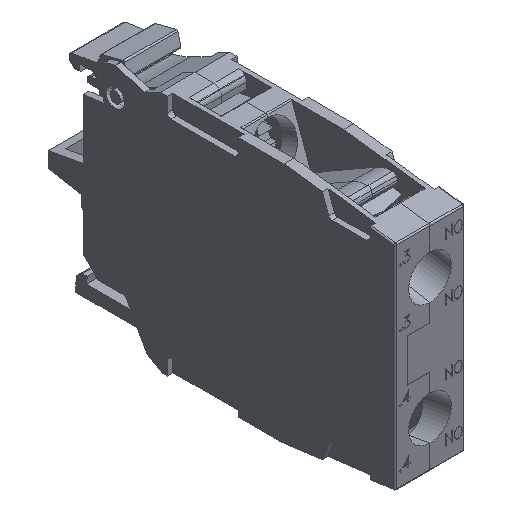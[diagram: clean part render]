
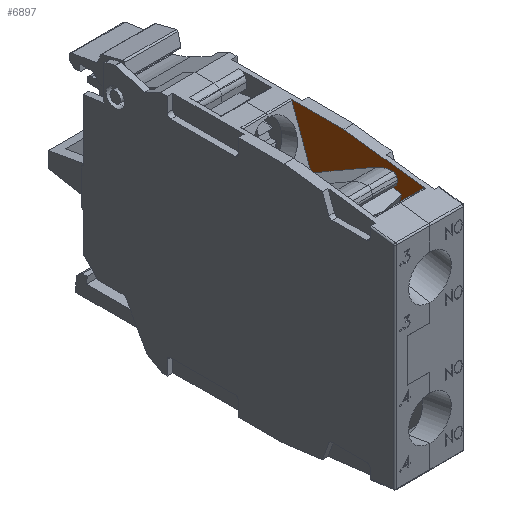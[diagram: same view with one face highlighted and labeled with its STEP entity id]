
A CAD part, isometric view. The second image highlights one B-rep face of the part: STEP entity #6897.
In plain terms, the highlighted planar face has unit normal (-1, 0, 0).
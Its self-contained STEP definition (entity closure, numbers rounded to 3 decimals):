
#4017 = EDGE_CURVE( '', #11019, #10626, #11020, .T. );
#4477 = EDGE_CURVE( '', #11766, #11767, #11768, .T. );
#4497 = EDGE_CURVE( '', #10341, #11800, #11801, .T. );
#5177 = EDGE_CURVE( '', #12860, #12861, #12862, .T. );
#5265 = EDGE_CURVE( '', #11767, #12986, #12987, .T. );
#5385 = EDGE_CURVE( '', #10626, #13157, #13158, .T. );
#5409 = EDGE_CURVE( '', #13189, #12860, #13190, .T. );
#6227 = EDGE_CURVE( '', #10944, #12704, #14331, .T. );
#6897 = ADVANCED_FACE( '', ( #15200 ), #15201, .F. );
#6985 = EDGE_CURVE( '', #12755, #13189, #15312, .T. );
#7217 = EDGE_CURVE( '', #12857, #15608, #15609, .T. );
#7459 = EDGE_CURVE( '', #11800, #11019, #15902, .T. );
#7605 = EDGE_CURVE( '', #13157, #15878, #16084, .T. );
#7635 = EDGE_CURVE( '', #12861, #16118, #16119, .T. );
#7793 = EDGE_CURVE( '', #15544, #10944, #16304, .T. );
#7925 = EDGE_CURVE( '', #12704, #16191, #16452, .T. );
#7973 = EDGE_CURVE( '', #12986, #15544, #16510, .T. );
#8087 = EDGE_CURVE( '', #16118, #12857, #16642, .T. );
#8191 = EDGE_CURVE( '', #15608, #10341, #16756, .T. );
#8905 = EDGE_CURVE( '', #15878, #11766, #17591, .T. );
#8981 = EDGE_CURVE( '', #16191, #12755, #17683, .T. );
#10341 = VERTEX_POINT( '', #19399 );
#10626 = VERTEX_POINT( '', #19807 );
#10944 = VERTEX_POINT( '', #20267 );
#11019 = VERTEX_POINT( '', #20375 );
#11020 = LINE( '', #20376, #20377 );
#11766 = VERTEX_POINT( '', #21467 );
#11767 = VERTEX_POINT( '', #21468 );
#11768 = LINE( '', #21469, #21470 );
#11800 = VERTEX_POINT( '', #21516 );
#11801 = LINE( '', #21517, #21518 );
#12704 = VERTEX_POINT( '', #22828 );
#12755 = VERTEX_POINT( '', #22904 );
#12857 = VERTEX_POINT( '', #23053 );
#12860 = VERTEX_POINT( '', #23058 );
#12861 = VERTEX_POINT( '', #23059 );
#12862 = CIRCLE( '', #23060, 0.5 );
#12986 = VERTEX_POINT( '', #23248 );
#12987 = LINE( '', #23249, #23250 );
#13157 = VERTEX_POINT( '', #23498 );
#13158 = CIRCLE( '', #23499, 0.3 );
#13189 = VERTEX_POINT( '', #23548 );
#13190 = LINE( '', #23549, #23550 );
#14331 = CIRCLE( '', #25256, 0.5 );
#15200 = FACE_OUTER_BOUND( '', #26584, .T. );
#15201 = PLANE( '', #26585 );
#15312 = CIRCLE( '', #26748, 5. );
#15544 = VERTEX_POINT( '', #27113 );
#15608 = VERTEX_POINT( '', #27210 );
#15609 = LINE( '', #27211, #27212 );
#15878 = VERTEX_POINT( '', #27646 );
#15902 = CIRCLE( '', #27690, 0.3 );
#16084 = LINE( '', #27972, #27973 );
#16118 = VERTEX_POINT( '', #28027 );
#16119 = LINE( '', #28028, #28029 );
#16191 = VERTEX_POINT( '', #28145 );
#16304 = LINE( '', #28334, #28335 );
#16452 = LINE( '', #28587, #28588 );
#16510 = LINE( '', #28673, #28674 );
#16642 = CIRCLE( '', #28886, 0.2 );
#16756 = LINE( '', #29084, #29085 );
#17591 = LINE( '', #30403, #30404 );
#17683 = CIRCLE( '', #30542, 0.5 );
#19399 = CARTESIAN_POINT( '', ( 3.5, -39.631, 15.534 ) );
#19807 = CARTESIAN_POINT( '', ( 3.5, -38.748, 13.789 ) );
#20267 = CARTESIAN_POINT( '', ( 3.5, -35.731, 14.271 ) );
#20375 = CARTESIAN_POINT( '', ( 3.5, -39.311, 15.337 ) );
#20376 = CARTESIAN_POINT( '', ( 3.5, -38.25, 12.421 ) );
#20377 = VECTOR( '', #33057, 1000. );
#21467 = CARTESIAN_POINT( '', ( 3.5, -38.248, 5.669 ) );
#21468 = CARTESIAN_POINT( '', ( 3.5, -32.514, 7.773 ) );
#21469 = CARTESIAN_POINT( '', ( 3.5, -31.848, 8.018 ) );
#21470 = VECTOR( '', #33728, 1000. );
#21516 = CARTESIAN_POINT( '', ( 3.5, -39.631, 15.532 ) );
#21517 = CARTESIAN_POINT( '', ( 3.5, -39.631, 14.954 ) );
#21518 = VECTOR( '', #33754, 1000. );
#22828 = CARTESIAN_POINT( '', ( 3.5, -35.731, 14.613 ) );
#22904 = CARTESIAN_POINT( '', ( 3.5, -35.091, 15.359 ) );
#23053 = CARTESIAN_POINT( '', ( 3.5, -20.746, 17. ) );
#23058 = CARTESIAN_POINT( '', ( 3.5, -24.137, 9.703 ) );
#23059 = CARTESIAN_POINT( '', ( 3.5, -23.417, 9.965 ) );
#23060 = AXIS2_PLACEMENT_3D( '', #34962, #34963, #34964 );
#23248 = CARTESIAN_POINT( '', ( 3.5, -34.836, 14.152 ) );
#23249 = CARTESIAN_POINT( '', ( 3.5, -33.066, 9.289 ) );
#23250 = VECTOR( '', #35087, 1000. );
#23498 = CARTESIAN_POINT( '', ( 3.5, -38.88, 13.427 ) );
#23499 = AXIS2_PLACEMENT_3D( '', #35303, #35304, #35305 );
#23548 = CARTESIAN_POINT( '', ( 3.5, -32.778, 14.692 ) );
#23549 = CARTESIAN_POINT( '', ( 3.5, -30.158, 13.18 ) );
#23550 = VECTOR( '', #35333, 1000. );
#25256 = AXIS2_PLACEMENT_3D( '', #36710, #36711, #36712 );
#26584 = EDGE_LOOP( '', ( #37837, #37838, #37839, #37840, #37841, #37842, #37843, #37844, #37845, #37846, #37847, #37848, #37849, #37850, #37851, #37852, #37853, #37854, #37855, #37856 ) );
#26585 = AXIS2_PLACEMENT_3D( '', #37857, #37858, #37859 );
#26748 = AXIS2_PLACEMENT_3D( '', #38074, #38075, #38076 );
#27113 = CARTESIAN_POINT( '', ( 3.5, -35.588, 13.878 ) );
#27210 = CARTESIAN_POINT( '', ( 3.5, -28.2, 17. ) );
#27211 = CARTESIAN_POINT( '', ( 3.5, -18.676, 17. ) );
#27212 = VECTOR( '', #38564, 1000. );
#27646 = CARTESIAN_POINT( '', ( 3.5, -40.691, 12.381 ) );
#27690 = AXIS2_PLACEMENT_3D( '', #39040, #39041, #39042 );
#27972 = CARTESIAN_POINT( '', ( 3.5, -34.268, 16.089 ) );
#27973 = VECTOR( '', #39275, 1000. );
#28027 = CARTESIAN_POINT( '', ( 3.5, -20.903, 16.871 ) );
#28028 = CARTESIAN_POINT( '', ( 3.5, -23.052, 10.967 ) );
#28029 = VECTOR( '', #39319, 1000. );
#28145 = CARTESIAN_POINT( '', ( 3.5, -35.579, 15.03 ) );
#28334 = CARTESIAN_POINT( '', ( 3.5, -34.979, 12.204 ) );
#28335 = VECTOR( '', #39566, 1000. );
#28587 = CARTESIAN_POINT( '', ( 3.5, -35.393, 15.542 ) );
#28588 = VECTOR( '', #39737, 1000. );
#28673 = CARTESIAN_POINT( '', ( 3.5, -31.303, 15.438 ) );
#28674 = VECTOR( '', #39839, 1000. );
#28886 = AXIS2_PLACEMENT_3D( '', #40016, #40017, #40018 );
#29084 = CARTESIAN_POINT( '', ( 3.5, -27.618, 17.075 ) );
#29085 = VECTOR( '', #40145, 1000. );
#30403 = CARTESIAN_POINT( '', ( 3.5, -40.024, 10.548 ) );
#30404 = VECTOR( '', #41429, 1000. );
#30542 = AXIS2_PLACEMENT_3D( '', #41603, #41604, #41605 );
#33057 = DIRECTION( '', ( 0., 0.342, -0.94 ) );
#33728 = DIRECTION( '', ( 0., 0.939, 0.344 ) );
#33754 = DIRECTION( '', ( 0., 0., -1. ) );
#34962 = CARTESIAN_POINT( '', ( 3.5, -23.887, 10.136 ) );
#34963 = DIRECTION( '', ( 1., 0., 0. ) );
#34964 = DIRECTION( '', ( 0., -0.5, -0.866 ) );
#35087 = DIRECTION( '', ( 0., -0.342, 0.94 ) );
#35303 = CARTESIAN_POINT( '', ( 3.5, -39.03, 13.686 ) );
#35304 = DIRECTION( '', ( -1., 0., 0. ) );
#35305 = DIRECTION( '', ( 0., 0.5, -0.866 ) );
#35333 = DIRECTION( '', ( 0., 0.866, -0.5 ) );
#36710 = CARTESIAN_POINT( '', ( 3.5, -35.261, 14.442 ) );
#36711 = DIRECTION( '', ( -1., 0., 0. ) );
#36712 = DIRECTION( '', ( 0., -0.94, 0.342 ) );
#37837 = ORIENTED_EDGE( '', *, *, #7217, .F. );
#37838 = ORIENTED_EDGE( '', *, *, #8087, .F. );
#37839 = ORIENTED_EDGE( '', *, *, #7635, .F. );
#37840 = ORIENTED_EDGE( '', *, *, #5177, .F. );
#37841 = ORIENTED_EDGE( '', *, *, #5409, .F. );
#37842 = ORIENTED_EDGE( '', *, *, #6985, .F. );
#37843 = ORIENTED_EDGE( '', *, *, #8981, .F. );
#37844 = ORIENTED_EDGE( '', *, *, #7925, .F. );
#37845 = ORIENTED_EDGE( '', *, *, #6227, .F. );
#37846 = ORIENTED_EDGE( '', *, *, #7793, .F. );
#37847 = ORIENTED_EDGE( '', *, *, #7973, .F. );
#37848 = ORIENTED_EDGE( '', *, *, #5265, .F. );
#37849 = ORIENTED_EDGE( '', *, *, #4477, .F. );
#37850 = ORIENTED_EDGE( '', *, *, #8905, .F. );
#37851 = ORIENTED_EDGE( '', *, *, #7605, .F. );
#37852 = ORIENTED_EDGE( '', *, *, #5385, .F. );
#37853 = ORIENTED_EDGE( '', *, *, #4017, .F. );
#37854 = ORIENTED_EDGE( '', *, *, #7459, .F. );
#37855 = ORIENTED_EDGE( '', *, *, #4497, .F. );
#37856 = ORIENTED_EDGE( '', *, *, #8191, .F. );
#37857 = CARTESIAN_POINT( '', ( 3.5, -26.551, 13.376 ) );
#37858 = DIRECTION( '', ( 1., 0., 0. ) );
#37859 = DIRECTION( '', ( 0., 1., 0. ) );
#38074 = CARTESIAN_POINT( '', ( 3.5, -35.278, 10.362 ) );
#38075 = DIRECTION( '', ( -1., 0., 0. ) );
#38076 = DIRECTION( '', ( 0., 0.5, 0.866 ) );
#38564 = DIRECTION( '', ( 0., -1., 0. ) );
#39040 = CARTESIAN_POINT( '', ( 3.5, -39.593, 15.234 ) );
#39041 = DIRECTION( '', ( -1., 0., 0. ) );
#39042 = DIRECTION( '', ( 0., 0.94, 0.342 ) );
#39275 = DIRECTION( '', ( 0., -0.866, -0.5 ) );
#39319 = DIRECTION( '', ( 0., 0.342, 0.94 ) );
#39566 = DIRECTION( '', ( 0., -0.342, 0.94 ) );
#39737 = DIRECTION( '', ( 0., 0.342, 0.94 ) );
#39839 = DIRECTION( '', ( 0., -0.94, -0.342 ) );
#40016 = CARTESIAN_POINT( '', ( 3.5, -20.715, 16.802 ) );
#40017 = DIRECTION( '', ( -1., 0., 0. ) );
#40018 = DIRECTION( '', ( 0., 0., 1. ) );
#40145 = DIRECTION( '', ( 0., -0.992, -0.127 ) );
#41429 = DIRECTION( '', ( 0., 0.342, -0.94 ) );
#41603 = CARTESIAN_POINT( '', ( 3.5, -35.109, 14.859 ) );
#41604 = DIRECTION( '', ( -1., 0., 0. ) );
#41605 = DIRECTION( '', ( 0., 0.037, 0.999 ) );
